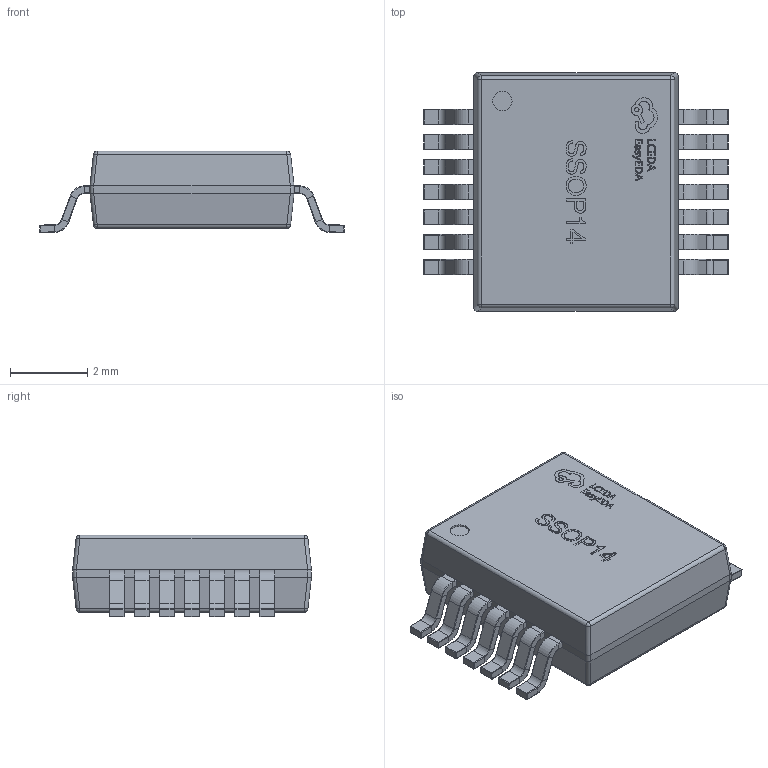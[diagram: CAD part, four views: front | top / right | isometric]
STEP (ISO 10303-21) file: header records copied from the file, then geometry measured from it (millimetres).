
FILE_DESCRIPTION (( 'STEP AP214' ), '1' );
FILE_NAME ('SSOP-14_L6.2-W5.3-H2.0-LS7.8-P0.65.step', '2022-07-26T10:25:41', ( '' ), ( '' ), 'SwSTEP 2.0', 'SolidWorks 2020', '' );
FILE_SCHEMA (( 'AUTOMOTIVE_DESIGN' ));
Length unit declared in the file: millimetre
Products named in the file (1): SSOP-14_L6.2-W5.3-H2.0-LS7.8-P0.65
Bounding box: 7.91 x 6.2 x 2.12 mm (x, y, z)
Volume: 65.7 mm3; surface area: 139.3 mm2
Topology: 28 solids, 28 shells, 1161 faces, 2652 edges, 1536 vertices
Faces by surface type: plane 491, cylinder 316, bspline 164, torus 112, sphere 78
Entity records: 48192 total; most frequent: CARTESIAN_POINT 10246, ORIENTED_EDGE 5192, DIRECTION 4978, EDGE_CURVE 2596, AXIS2_PLACEMENT_3D 1740, VERTEX_POINT 1508, VECTOR 1498, LINE 1498
